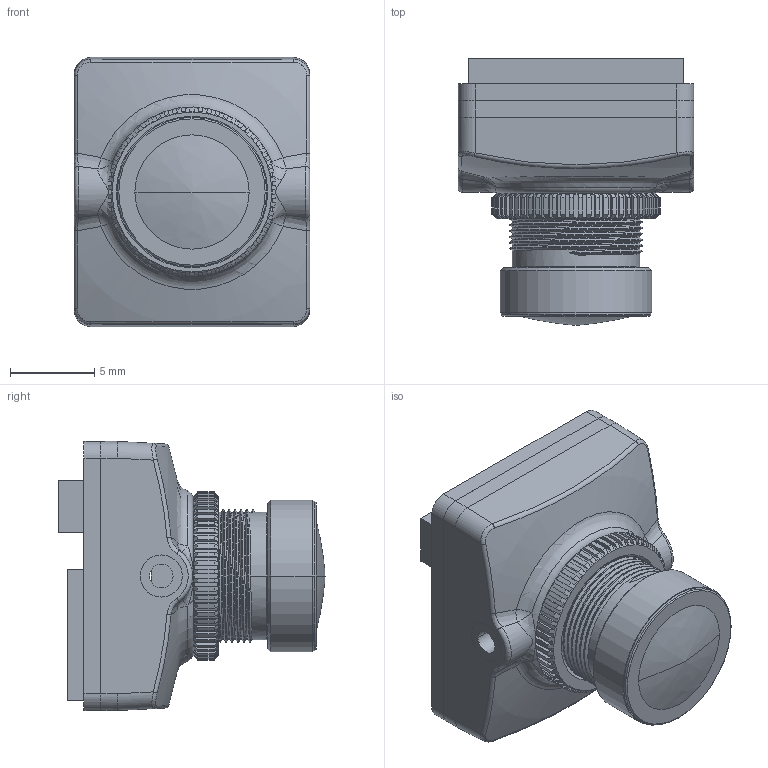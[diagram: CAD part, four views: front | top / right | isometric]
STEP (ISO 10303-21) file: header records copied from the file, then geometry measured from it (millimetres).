
FILE_DESCRIPTION((''),'2;1');
FILE_NAME('RUNCAMNANOV2LITE_ASM','2023-10-18T10:46:34',('Admin'),(''),'CREO PARAMETRIC BY PTC INC, 2020033','CREO PARAMETRIC BY PTC INC, 2020033','');
FILE_SCHEMA(('CONFIG_CONTROL_DESIGN','SHAPE_APPEARANCE_LAYERS_GROUPS'));
Length unit declared in the file: millimetre
Products named in the file (9): PCB-14X16_4_1_1_1; PRT0002_1_1_1; LT-0824_ASM_11_ASM_2_1_ASM_1_ASM; TZ_1; PRT0004_1; 20220214_1__ASM_1_ASM; LENS0022; M80001; RUNCAMNANOV2LITE_ASM
Assembly tree (8 placements, depth 4):
  RUNCAMNANOV2LITE_ASM
    20220214_1__ASM_1_ASM
      LT-0824_ASM_11_ASM_2_1_ASM_1_ASM
        PCB-14X16_4_1_1_1
        PRT0002_1_1_1
      TZ_1
      PRT0004_1
    LENS0022
    M80001
Bounding box: 14 x 15.85 x 16 mm (x, y, z)
Volume: 1521.9 mm3; surface area: 2057 mm2
Topology: 6 solids, 6 shells, 465 faces, 1311 edges, 864 vertices
Faces by surface type: plane 233, cylinder 151, bspline 33, cone 26, torus 12, sphere 10
Entity records: 20786 total; most frequent: CARTESIAN_POINT 9061, ORIENTED_EDGE 2610, DIRECTION 2033, EDGE_CURVE 1305, VERTEX_POINT 864, AXIS2_PLACEMENT_3D 791, B_SPLINE_CURVE_WITH_KNOTS 517, EDGE_LOOP 497
